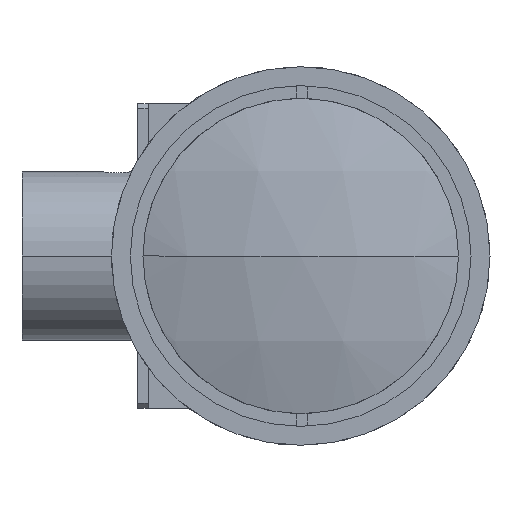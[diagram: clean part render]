
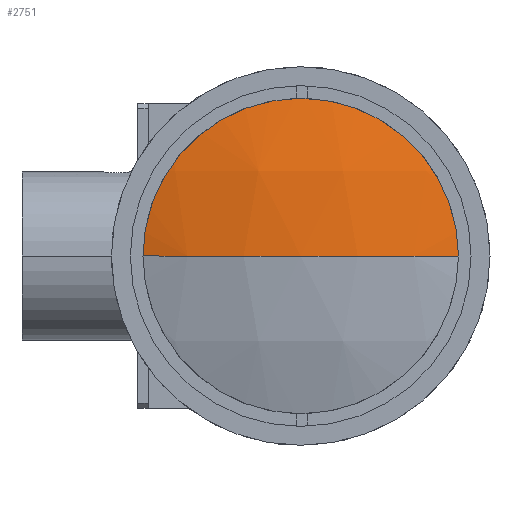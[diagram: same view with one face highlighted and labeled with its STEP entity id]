
A CAD part, left-side view. The second image highlights one B-rep face of the part: STEP entity #2751.
In plain terms, the highlighted spherical face has radius 49.918 mm.
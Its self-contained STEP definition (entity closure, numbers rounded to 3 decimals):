
#430 = ORIENTED_EDGE ( 'NONE', *, *, #2290, .T. ) ;
#432 = DIRECTION ( 'NONE',  ( 0., 0., 1. ) ) ;
#456 = VERTEX_POINT ( 'NONE', #1899 ) ;
#543 = CIRCLE ( 'NONE', #778, 49.918 ) ;
#588 = CARTESIAN_POINT ( 'NONE',  ( 52.603, 0., 0. ) ) ;
#637 = ORIENTED_EDGE ( 'NONE', *, *, #3791, .F. ) ;
#778 = AXIS2_PLACEMENT_3D ( 'NONE', #588, #2660, #868 ) ;
#852 = EDGE_LOOP ( 'NONE', ( #2296, #430, #637 ) ) ;
#868 = DIRECTION ( 'NONE',  ( 0., -1., 0. ) ) ;
#961 = CARTESIAN_POINT ( 'NONE',  ( 52.603, 0., 0. ) ) ;
#1066 = CARTESIAN_POINT ( 'NONE',  ( 5.319, 16., 0. ) ) ;
#1261 = DIRECTION ( 'NONE',  ( -1., 0., 0. ) ) ;
#1268 = DIRECTION ( 'NONE',  ( -1., 0., 0. ) ) ;
#1313 = DIRECTION ( 'NONE',  ( 0., -1., 0. ) ) ;
#1415 = FACE_OUTER_BOUND ( 'NONE', #852, .T. ) ;
#1557 = CARTESIAN_POINT ( 'NONE',  ( 52.603, 0., 0. ) ) ;
#1651 = CIRCLE ( 'NONE', #2369, 16. ) ;
#1843 = AXIS2_PLACEMENT_3D ( 'NONE', #961, #3064, #1268 ) ;
#1872 = VERTEX_POINT ( 'NONE', #1066 ) ;
#1899 = CARTESIAN_POINT ( 'NONE',  ( 2.685, 0., 0. ) ) ;
#2138 = CIRCLE ( 'NONE', #1843, 49.918 ) ;
#2290 = EDGE_CURVE ( 'NONE', #1872, #456, #543, .T. ) ;
#2296 = ORIENTED_EDGE ( 'NONE', *, *, #2405, .T. ) ;
#2350 = CARTESIAN_POINT ( 'NONE',  ( 5.319, -16., 0. ) ) ;
#2369 = AXIS2_PLACEMENT_3D ( 'NONE', #3058, #1261, #3359 ) ;
#2405 = EDGE_CURVE ( 'NONE', #2439, #1872, #1651, .T. ) ;
#2439 = VERTEX_POINT ( 'NONE', #2350 ) ;
#2617 = AXIS2_PLACEMENT_3D ( 'NONE', #1557, #432, #1313 ) ;
#2660 = DIRECTION ( 'NONE',  ( 0., 0., 1. ) ) ;
#2751 = ADVANCED_FACE ( 'NONE', ( #1415 ), #2907, .T. ) ;
#2907 = SPHERICAL_SURFACE ( 'NONE', #2617, 49.918 ) ;
#3058 = CARTESIAN_POINT ( 'NONE',  ( 5.319, 0., 0. ) ) ;
#3064 = DIRECTION ( 'NONE',  ( 0., 0., -1. ) ) ;
#3359 = DIRECTION ( 'NONE',  ( 0., 0., 1. ) ) ;
#3791 = EDGE_CURVE ( 'NONE', #2439, #456, #2138, .T. ) ;
